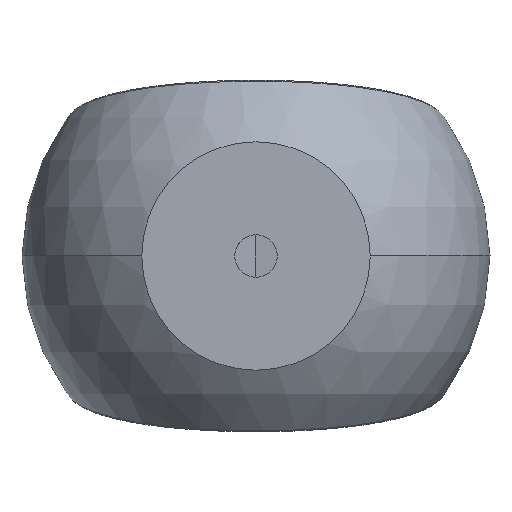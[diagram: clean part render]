
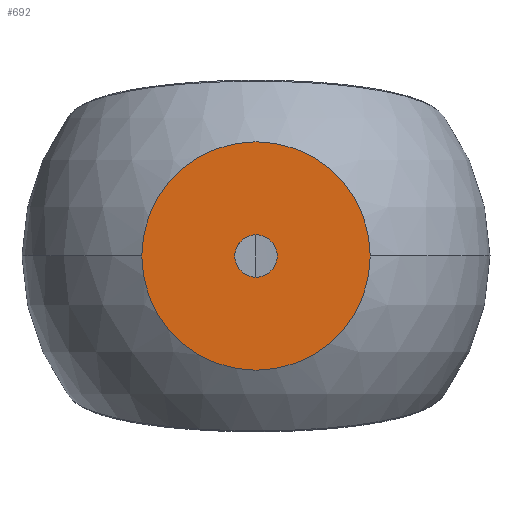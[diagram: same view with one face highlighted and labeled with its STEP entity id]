
A CAD part, left-side view. The second image highlights one B-rep face of the part: STEP entity #692.
In plain terms, the highlighted planar face has unit normal (-1, 0, 0).
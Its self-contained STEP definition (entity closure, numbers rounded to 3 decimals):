
#10 = CARTESIAN_POINT ( 'NONE',  ( -24., 0., -2.5 ) ) ;
#60 = DIRECTION ( 'NONE',  ( 0., 0., 1. ) ) ;
#65 = CARTESIAN_POINT ( 'NONE',  ( -24., 13.426, 0. ) ) ;
#110 = PLANE ( 'NONE',  #1130 ) ;
#153 = FACE_BOUND ( 'NONE', #1056, .T. ) ;
#277 = EDGE_CURVE ( 'NONE', #1052, #2473, #1707, .T. ) ;
#344 = AXIS2_PLACEMENT_3D ( 'NONE', #1286, #2092, #60 ) ;
#347 = AXIS2_PLACEMENT_3D ( 'NONE', #407, #1196, #998 ) ;
#361 = EDGE_CURVE ( 'NONE', #944, #1636, #663, .T. ) ;
#407 = CARTESIAN_POINT ( 'NONE',  ( -24., 0., 0. ) ) ;
#481 = CARTESIAN_POINT ( 'NONE',  ( -24., 0., 2.5 ) ) ;
#575 = CARTESIAN_POINT ( 'NONE',  ( -24., -13.426, 0. ) ) ;
#663 = CIRCLE ( 'NONE', #1248, 2.5 ) ;
#692 = ADVANCED_FACE ( 'NONE', ( #153, #1335 ), #110, .F. ) ;
#813 = ORIENTED_EDGE ( 'NONE', *, *, #361, .F. ) ;
#944 = VERTEX_POINT ( 'NONE', #10 ) ;
#998 = DIRECTION ( 'NONE',  ( 0., 1., 0. ) ) ;
#1052 = VERTEX_POINT ( 'NONE', #65 ) ;
#1056 = EDGE_LOOP ( 'NONE', ( #1283, #813 ) ) ;
#1108 = DIRECTION ( 'NONE',  ( -1., 0., 0. ) ) ;
#1126 = AXIS2_PLACEMENT_3D ( 'NONE', #1896, #1697, #1260 ) ;
#1130 = AXIS2_PLACEMENT_3D ( 'NONE', #1905, #2138, #1689 ) ;
#1196 = DIRECTION ( 'NONE',  ( -1., 0., 0. ) ) ;
#1248 = AXIS2_PLACEMENT_3D ( 'NONE', #2144, #1108, #1897 ) ;
#1260 = DIRECTION ( 'NONE',  ( 0., 1., 0. ) ) ;
#1283 = ORIENTED_EDGE ( 'NONE', *, *, #1849, .F. ) ;
#1286 = CARTESIAN_POINT ( 'NONE',  ( -24., 0., 0. ) ) ;
#1335 = FACE_OUTER_BOUND ( 'NONE', #2100, .T. ) ;
#1636 = VERTEX_POINT ( 'NONE', #481 ) ;
#1689 = DIRECTION ( 'NONE',  ( 0., 1., 0. ) ) ;
#1697 = DIRECTION ( 'NONE',  ( -1., 0., 0. ) ) ;
#1707 = CIRCLE ( 'NONE', #347, 13.426 ) ;
#1849 = EDGE_CURVE ( 'NONE', #1636, #944, #2381, .T. ) ;
#1872 = ORIENTED_EDGE ( 'NONE', *, *, #277, .T. ) ;
#1896 = CARTESIAN_POINT ( 'NONE',  ( -24., 0., 0. ) ) ;
#1897 = DIRECTION ( 'NONE',  ( 0., 0., 1. ) ) ;
#1905 = CARTESIAN_POINT ( 'NONE',  ( -24., 13.426, -27.5 ) ) ;
#1920 = ORIENTED_EDGE ( 'NONE', *, *, #1940, .T. ) ;
#1940 = EDGE_CURVE ( 'NONE', #2473, #1052, #2338, .T. ) ;
#2092 = DIRECTION ( 'NONE',  ( -1., 0., 0. ) ) ;
#2100 = EDGE_LOOP ( 'NONE', ( #1872, #1920 ) ) ;
#2138 = DIRECTION ( 'NONE',  ( 1., 0., 0. ) ) ;
#2144 = CARTESIAN_POINT ( 'NONE',  ( -24., 0., 0. ) ) ;
#2338 = CIRCLE ( 'NONE', #1126, 13.426 ) ;
#2381 = CIRCLE ( 'NONE', #344, 2.5 ) ;
#2473 = VERTEX_POINT ( 'NONE', #575 ) ;
